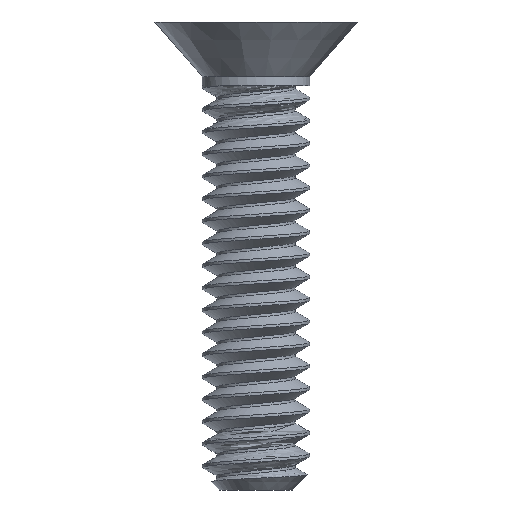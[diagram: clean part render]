
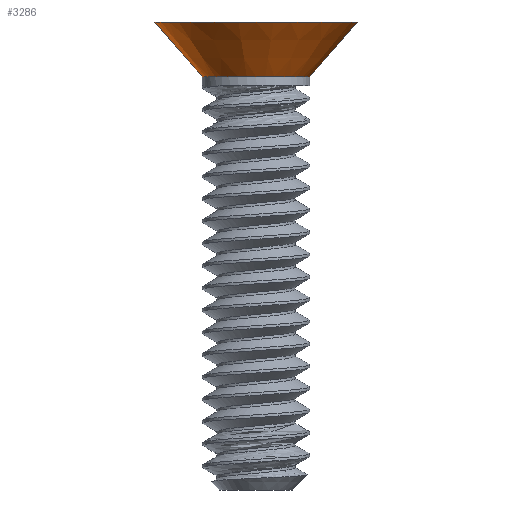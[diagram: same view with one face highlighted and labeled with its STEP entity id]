
A CAD part, left-side view. The second image highlights one B-rep face of the part: STEP entity #3286.
In plain terms, the highlighted conical face has half-angle 41 degrees and reference radius 1.092 mm.
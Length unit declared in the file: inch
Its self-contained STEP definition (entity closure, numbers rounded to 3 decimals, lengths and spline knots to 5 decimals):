
#4 = CIRCLE ( 'NONE', #4077, 0.081 ) ;
#10 = EDGE_CURVE ( 'NONE', #3588, #3792, #3667, .T. ) ;
#73 = AXIS2_PLACEMENT_3D ( 'NONE', #2932, #4404, #1508 ) ;
#149 = LINE ( 'NONE', #4203, #2554 ) ;
#456 = CARTESIAN_POINT ( 'NONE',  ( 0., -0.043, 0.00729 ) ) ;
#526 = DIRECTION ( 'NONE',  ( 0., -1., 0. ) ) ;
#695 = EDGE_CURVE ( 'NONE', #3254, #2059, #4, .T. ) ;
#1078 = ORIENTED_EDGE ( 'NONE', *, *, #1731, .T. ) ;
#1111 = LINE ( 'NONE', #3028, #4488 ) ;
#1141 = CARTESIAN_POINT ( 'NONE',  ( 0., 0.043, 0.00729 ) ) ;
#1196 = CARTESIAN_POINT ( 'NONE',  ( 0., 0., 0.051 ) ) ;
#1221 = DIRECTION ( 'NONE',  ( 0., -0.656, 0.755 ) ) ;
#1229 = DIRECTION ( 'NONE',  ( 0., 0., -1. ) ) ;
#1498 = CARTESIAN_POINT ( 'NONE',  ( 0., 0., 0.00729 ) ) ;
#1508 = DIRECTION ( 'NONE',  ( 0., -1., 0. ) ) ;
#1645 = ORIENTED_EDGE ( 'NONE', *, *, #10, .F. ) ;
#1731 = EDGE_CURVE ( 'NONE', #3588, #2059, #1111, .T. ) ;
#1874 = EDGE_CURVE ( 'NONE', #3792, #3254, #149, .T. ) ;
#2018 = DIRECTION ( 'NONE',  ( 0., 1., 0. ) ) ;
#2059 = VERTEX_POINT ( 'NONE', #2651 ) ;
#2554 = VECTOR ( 'NONE', #3778, 39.37008 ) ;
#2651 = CARTESIAN_POINT ( 'NONE',  ( 0., -0.081, 0.051 ) ) ;
#2701 = DIRECTION ( 'NONE',  ( 0., 0., 1. ) ) ;
#2716 = FACE_OUTER_BOUND ( 'NONE', #4342, .T. ) ;
#2848 = ORIENTED_EDGE ( 'NONE', *, *, #695, .F. ) ;
#2932 = CARTESIAN_POINT ( 'NONE',  ( 0., 0., 0.00729 ) ) ;
#3028 = CARTESIAN_POINT ( 'NONE',  ( 0., -0.043, 0.00729 ) ) ;
#3254 = VERTEX_POINT ( 'NONE', #3701 ) ;
#3286 = ADVANCED_FACE ( 'NONE', ( #2716 ), #3338, .T. ) ;
#3338 = CONICAL_SURFACE ( 'NONE', #73, 0.043, 0.716 ) ;
#3588 = VERTEX_POINT ( 'NONE', #456 ) ;
#3667 = CIRCLE ( 'NONE', #4278, 0.043 ) ;
#3687 = ORIENTED_EDGE ( 'NONE', *, *, #1874, .F. ) ;
#3701 = CARTESIAN_POINT ( 'NONE',  ( 0., 0.081, 0.051 ) ) ;
#3778 = DIRECTION ( 'NONE',  ( 0., 0.656, 0.755 ) ) ;
#3792 = VERTEX_POINT ( 'NONE', #1141 ) ;
#4077 = AXIS2_PLACEMENT_3D ( 'NONE', #1196, #2701, #526 ) ;
#4203 = CARTESIAN_POINT ( 'NONE',  ( 0., 0.043, 0.00729 ) ) ;
#4278 = AXIS2_PLACEMENT_3D ( 'NONE', #1498, #1229, #2018 ) ;
#4342 = EDGE_LOOP ( 'NONE', ( #3687, #1645, #1078, #2848 ) ) ;
#4404 = DIRECTION ( 'NONE',  ( 0., 0., 1. ) ) ;
#4488 = VECTOR ( 'NONE', #1221, 39.37008 ) ;
